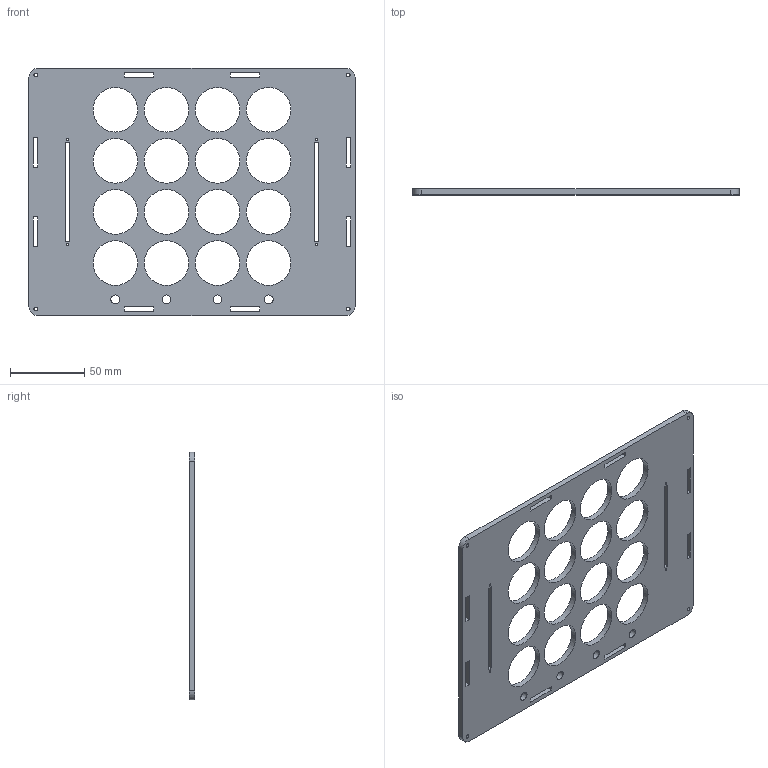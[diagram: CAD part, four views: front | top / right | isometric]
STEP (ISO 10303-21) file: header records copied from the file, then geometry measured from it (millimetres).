
FILE_DESCRIPTION((''),'2;1');
FILE_NAME('MIDITOP','2019-08-22T12:40:28',('Andrew'),(''),'CREO PARAMETRIC BY PTC INC, 2016510','CREO PARAMETRIC BY PTC INC, 2016510','');
FILE_SCHEMA(('CONFIG_CONTROL_DESIGN'));
Length unit declared in the file: millimetre
Products named in the file (1): MIDITOP
Bounding box: 220 x 4 x 167 mm (x, y, z)
Volume: 97358.7 mm3; surface area: 60881.6 mm2
Topology: 1 solids, 1 shells, 106 faces, 312 edges, 208 vertices
Faces by surface type: cylinder 60, plane 46
Entity records: 3766 total; most frequent: DIRECTION 644, CARTESIAN_POINT 626, ORIENTED_EDGE 624, EDGE_CURVE 312, AXIS2_PLACEMENT_3D 226, VERTEX_POINT 208, VECTOR 192, LINE 192
